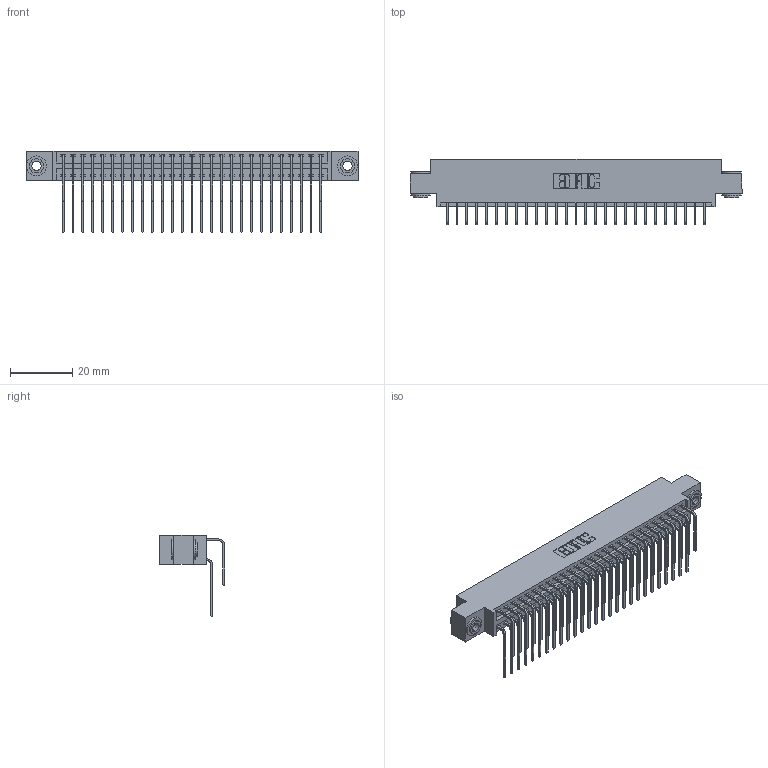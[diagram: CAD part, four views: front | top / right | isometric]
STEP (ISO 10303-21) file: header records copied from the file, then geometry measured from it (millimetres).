
FILE_DESCRIPTION (( 'STEP AP203' ), '1' );
FILE_NAME ('346-054-559-803.STEP', '2022-05-21T04:28:24', ( '' ), ( '' ), 'SwSTEP 2.0', 'SolidWorks 2020', '' );
FILE_SCHEMA (( 'CONFIG_CONTROL_DESIGN' ));
Length unit declared in the file: inch
Products named in the file (5): 346-054-559-803; 346 Part_0.170 Offset - 0.156 Dia-TH; 345-250-002_345-250-002-102; 345-292-001_559 Tail - 2; 345-292-001_558 559 Tail - 1
Assembly tree (57 placements, depth 2):
  346-054-559-803
    346 Part_0.170 Offset - 0.156 Dia-TH
    345-292-001_558 559 Tail - 1  x27
    345-292-001_559 Tail - 2  x27
    345-250-002_345-250-002-102  x2
Bounding box: 106.3 x 20.89 x 26.16 mm (x, y, z)
Volume: 10407.2 mm3; surface area: 15992.4 mm2
Topology: 57 solids, 57 shells, 3094 faces, 9147 edges, 6022 vertices
Faces by surface type: plane 2102, cylinder 984, cone 8
Entity records: 22622 total; most frequent: CARTESIAN_POINT 3784, ORIENTED_EDGE 3658, DIRECTION 3387, EDGE_CURVE 1829, VECTOR 1525, LINE 1525, VERTEX_POINT 1214, AXIS2_PLACEMENT_3D 931
